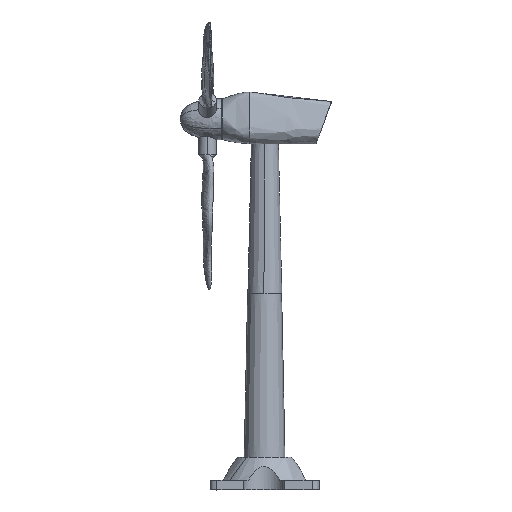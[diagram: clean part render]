
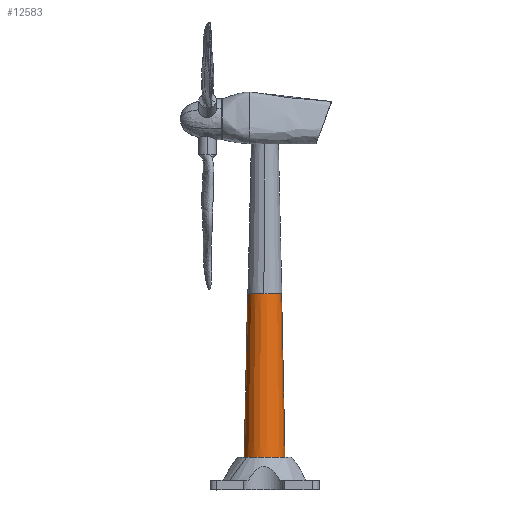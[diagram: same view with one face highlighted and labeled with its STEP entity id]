
A CAD part, top view. The second image highlights one B-rep face of the part: STEP entity #12583.
In plain terms, the highlighted conical face has half-angle 1.193 degrees and reference radius 15.875 mm.
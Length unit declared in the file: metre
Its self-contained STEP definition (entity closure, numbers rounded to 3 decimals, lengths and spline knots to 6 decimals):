
#62 = DIRECTION ( 'NONE',  ( -1., 0., 0. ) ) ;
#644 = AXIS2_PLACEMENT_3D ( 'NONE', #3035, #12241, #14869 ) ;
#847 = CARTESIAN_POINT ( 'NONE',  ( 0.1651, 0., -0.015875 ) ) ;
#1554 = DIRECTION ( 'NONE',  ( 0., 0., 1. ) ) ;
#1701 = DIRECTION ( 'NONE',  ( -1., 0., 0.021 ) ) ;
#1874 = VECTOR ( 'NONE', #1701, 1. ) ;
#2120 = CARTESIAN_POINT ( 'NONE',  ( 0.1651, 0., 0.015875 ) ) ;
#2961 = CARTESIAN_POINT ( 'NONE',  ( 0.1651, 0., 0. ) ) ;
#3035 = CARTESIAN_POINT ( 'NONE',  ( 0.1651, 0., 0. ) ) ;
#3688 = VECTOR ( 'NONE', #8094, 1. ) ;
#3752 = DIRECTION ( 'NONE',  ( 0., 0., 1. ) ) ;
#5113 = CIRCLE ( 'NONE', #644, 0.015875 ) ;
#5573 = VERTEX_POINT ( 'NONE', #847 ) ;
#5734 = ORIENTED_EDGE ( 'NONE', *, *, #8189, .F. ) ;
#5999 = ORIENTED_EDGE ( 'NONE', *, *, #16548, .T. ) ;
#6904 = VERTEX_POINT ( 'NONE', #12980 ) ;
#8010 = CARTESIAN_POINT ( 'NONE',  ( 0.1651, 0., -0.015875 ) ) ;
#8094 = DIRECTION ( 'NONE',  ( -1., 0., -0.021 ) ) ;
#8189 = EDGE_CURVE ( 'NONE', #10375, #6904, #14049, .T. ) ;
#8721 = ORIENTED_EDGE ( 'NONE', *, *, #14488, .T. ) ;
#8942 = CIRCLE ( 'NONE', #11446, 0.01905 ) ;
#9989 = VERTEX_POINT ( 'NONE', #12239 ) ;
#10375 = VERTEX_POINT ( 'NONE', #16503 ) ;
#10874 = LINE ( 'NONE', #8010, #3688 ) ;
#11446 = AXIS2_PLACEMENT_3D ( 'NONE', #17138, #15586, #3752 ) ;
#11996 = AXIS2_PLACEMENT_3D ( 'NONE', #2961, #62, #1554 ) ;
#12239 = CARTESIAN_POINT ( 'NONE',  ( 0.0127, 0., -0.01905 ) ) ;
#12241 = DIRECTION ( 'NONE',  ( -1., 0., 0. ) ) ;
#12564 = CONICAL_SURFACE ( 'NONE', #11996, 0.015875, 0.021 ) ;
#12583 = ADVANCED_FACE ( 'NONE', ( #14794 ), #12564, .T. ) ;
#12950 = ORIENTED_EDGE ( 'NONE', *, *, #13642, .F. ) ;
#12980 = CARTESIAN_POINT ( 'NONE',  ( 0.0127, 0., 0.01905 ) ) ;
#13617 = EDGE_LOOP ( 'NONE', ( #5999, #8721, #12950, #5734 ) ) ;
#13642 = EDGE_CURVE ( 'NONE', #6904, #9989, #8942, .T. ) ;
#14049 = LINE ( 'NONE', #2120, #1874 ) ;
#14488 = EDGE_CURVE ( 'NONE', #5573, #9989, #10874, .T. ) ;
#14794 = FACE_OUTER_BOUND ( 'NONE', #13617, .T. ) ;
#14869 = DIRECTION ( 'NONE',  ( 0., 0., 1. ) ) ;
#15586 = DIRECTION ( 'NONE',  ( -1., 0., 0. ) ) ;
#16503 = CARTESIAN_POINT ( 'NONE',  ( 0.1651, 0., 0.015875 ) ) ;
#16548 = EDGE_CURVE ( 'NONE', #10375, #5573, #5113, .T. ) ;
#17138 = CARTESIAN_POINT ( 'NONE',  ( 0.0127, 0., 0. ) ) ;
